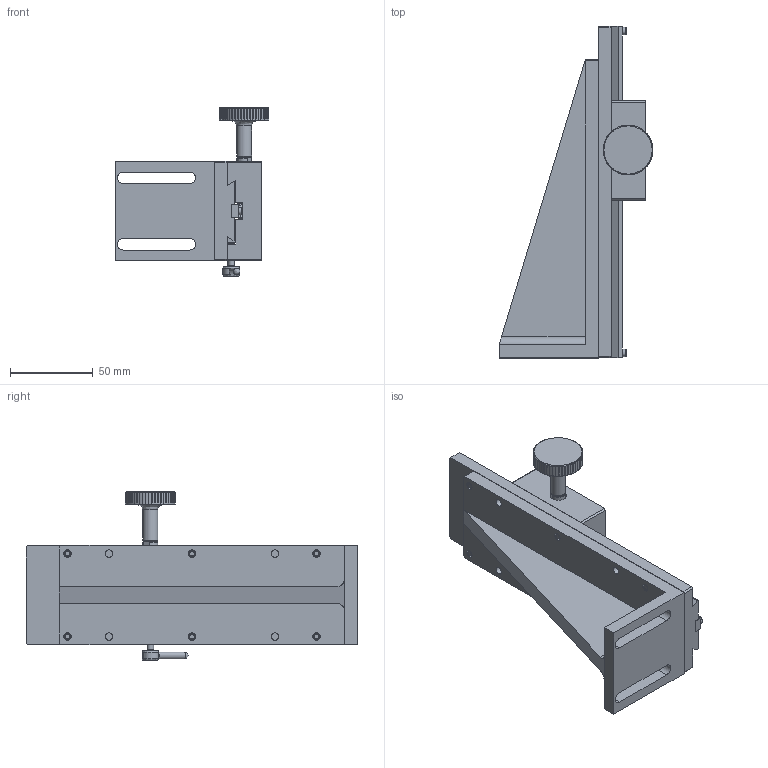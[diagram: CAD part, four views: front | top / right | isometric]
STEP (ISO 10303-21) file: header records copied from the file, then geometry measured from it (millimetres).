
FILE_DESCRIPTION (( 'STEP AP203' ), '1' );
FILE_NAME ('528773.STEP', '2024-10-15T02:00:10', ( 'Windows User' ), ( 'P R C' ), 'SwSTEP 2.0', 'SolidWorks 2020', '' );
FILE_SCHEMA (( 'CONFIG_CONTROL_DESIGN' ));
Products named in the file (1): 528773
Bounding box: 92.73 x 200 x 101.79 mm (x, y, z)
Volume: 340875.3 mm3; surface area: 105648.3 mm2
Topology: 30 solids, 30 shells, 853 faces, 1989 edges, 1217 vertices
Faces by surface type: plane 453, cylinder 177, cone 176, bspline 47
Full cylindrical faces by diameter (mm): 2.05 x4, 2.5 x19, 2.9 x4, 3 x11, 3.3 x17, 4 x4, 4.1 x2, 4.5 x16, 5 x8, 5.5 x6, 6 x6, 7.4 x1, 8 x4, 9 x2, 10 x2
Entity records: 107745 total; most frequent: CARTESIAN_POINT 90069, DIRECTION 3521, ORIENTED_EDGE 3424, EDGE_CURVE 1712, AXIS2_PLACEMENT_3D 1369, EDGE_LOOP 1157, VERTEX_POINT 1137, FACE_OUTER_BOUND 972
